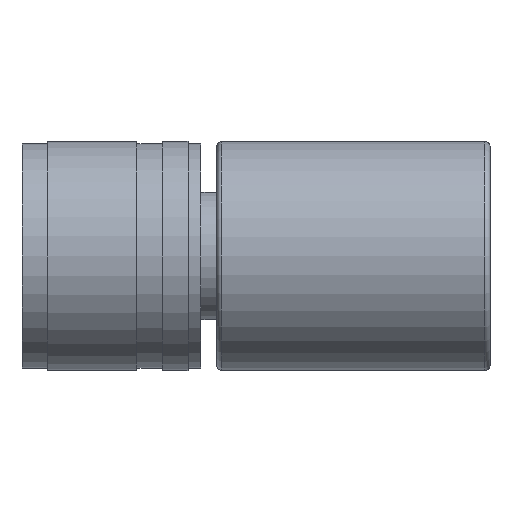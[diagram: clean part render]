
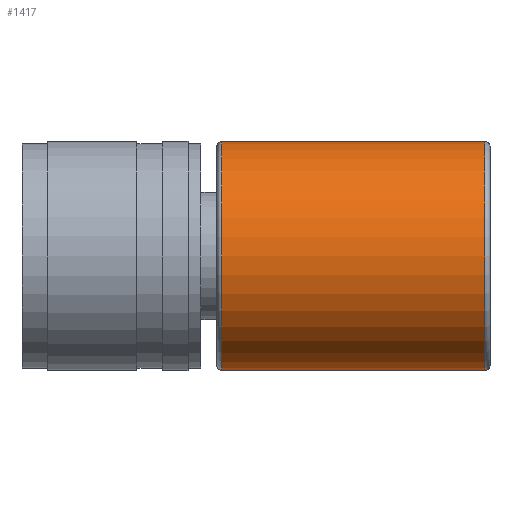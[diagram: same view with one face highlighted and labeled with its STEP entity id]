
A CAD part, front view. The second image highlights one B-rep face of the part: STEP entity #1417.
In plain terms, the highlighted cylindrical face has radius 4.5 mm (diameter 9 mm), a partial arc.
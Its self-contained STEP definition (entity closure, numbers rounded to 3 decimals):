
#87=LINE('',#2313,#148);
#88=LINE('',#2315,#149);
#148=VECTOR('',#1798,10.3);
#149=VECTOR('',#1801,10.3);
#351=FACE_OUTER_BOUND('',#467,.T.);
#467=EDGE_LOOP('',(#1214,#1215,#1216,#1217));
#545=CIRCLE('',#1497,4.5);
#554=CIRCLE('',#1511,4.5);
#619=VERTEX_POINT('',#2120);
#621=VERTEX_POINT('',#2126);
#631=VERTEX_POINT('',#2176);
#633=VERTEX_POINT('',#2182);
#757=EDGE_CURVE('',#619,#621,#545,.T.);
#772=EDGE_CURVE('',#633,#631,#554,.T.);
#790=EDGE_CURVE('',#633,#621,#87,.T.);
#791=EDGE_CURVE('',#631,#619,#88,.T.);
#1214=ORIENTED_EDGE('',*,*,#772,.F.);
#1215=ORIENTED_EDGE('',*,*,#790,.T.);
#1216=ORIENTED_EDGE('',*,*,#757,.F.);
#1217=ORIENTED_EDGE('',*,*,#791,.F.);
#1291=CYLINDRICAL_SURFACE('',#1573,4.5);
#1417=ADVANCED_FACE('',(#351),#1291,.T.);
#1497=AXIS2_PLACEMENT_3D('',#2130,#1740,#1741);
#1511=AXIS2_PLACEMENT_3D('',#2184,#1772,#1773);
#1573=AXIS2_PLACEMENT_3D('',#2846,#1942,#1943);
#1740=DIRECTION('center_axis',(1.,0.,0.));
#1741=DIRECTION('ref_axis',(0.,-1.,0.));
#1772=DIRECTION('center_axis',(-1.,0.,0.));
#1773=DIRECTION('ref_axis',(0.,-1.,0.));
#1798=DIRECTION('',(1.,0.,0.));
#1801=DIRECTION('',(1.,0.,0.));
#1942=DIRECTION('center_axis',(1.,0.,0.));
#1943=DIRECTION('ref_axis',(0.,0.,-1.));
#2120=CARTESIAN_POINT('',(18.124,0.424,4.48));
#2126=CARTESIAN_POINT('',(18.124,0.424,-4.48));
#2130=CARTESIAN_POINT('Origin',(18.124,0.,0.));
#2176=CARTESIAN_POINT('',(7.824,0.424,4.48));
#2182=CARTESIAN_POINT('',(7.824,0.424,-4.48));
#2184=CARTESIAN_POINT('Origin',(7.824,0.,0.));
#2313=CARTESIAN_POINT('',(7.624,0.424,-4.48));
#2315=CARTESIAN_POINT('',(7.624,0.424,4.48));
#2846=CARTESIAN_POINT('Origin',(7.624,0.,0.));
